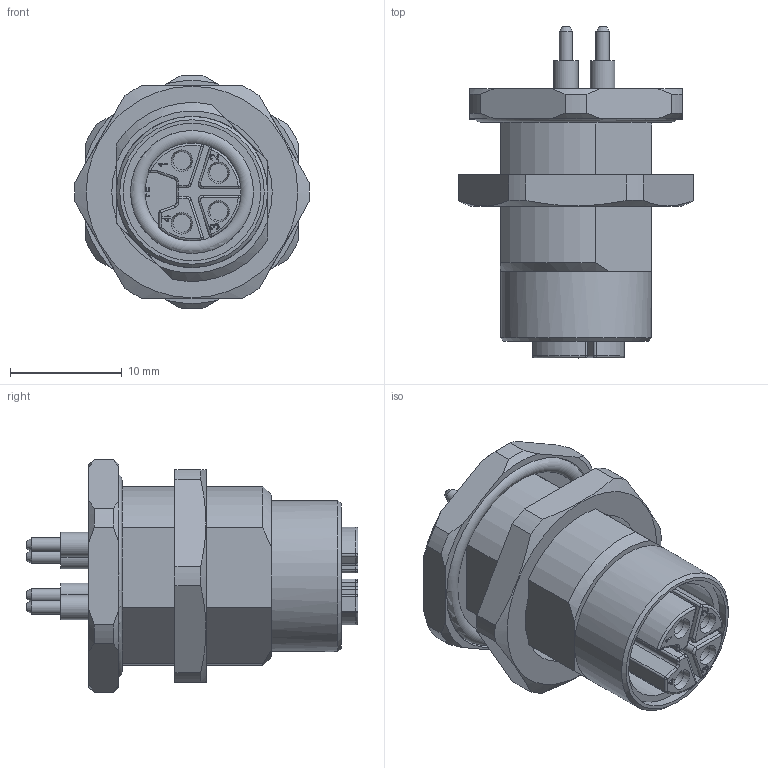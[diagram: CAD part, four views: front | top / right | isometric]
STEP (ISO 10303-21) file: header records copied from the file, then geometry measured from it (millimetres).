
FILE_DESCRIPTION(/* description */ (''),/* implementation_level */ '2;1');
FILE_NAME(/* name */ 'PL-FHM12KU4-P_M16.stp',/* time_stamp */ '2018-09-28T12:23:27+02:00',/* author */ (''),/* organization */ (''),/* preprocessor_version */ 'ST-DEVELOPER v16',/* originating_system */ 'SIEMENS PLM Software NX 10.0',/* authorisation */ '');
FILE_SCHEMA (('AUTOMOTIVE_DESIGN { 1 0 10303 214 3 1 1 1 }'));
Length unit declared in the file: millimetre
Products named in the file (1): PL-FHM12KU4-P_M16
Bounding box: 20.99 x 29.65 x 20.89 mm (x, y, z)
Volume: 4233.1 mm3; surface area: 2815.2 mm2
Topology: 1 solids, 1 shells, 251 faces, 661 edges, 416 vertices
Faces by surface type: plane 108, cylinder 68, cone 27, extrusion 25, torus 12, sphere 11
Full cylindrical faces by diameter (mm): 1.2 x4, 1.6 x4, 2.2 x4, 11 x1, 12.3 x1, 13.5 x1
Entity records: 7776 total; most frequent: CARTESIAN_POINT 1831, ORIENTED_EDGE 1220, DIRECTION 1183, EDGE_CURVE 610, AXIS2_PLACEMENT_3D 421, VERTEX_POINT 403, VECTOR 341, LINE 316
